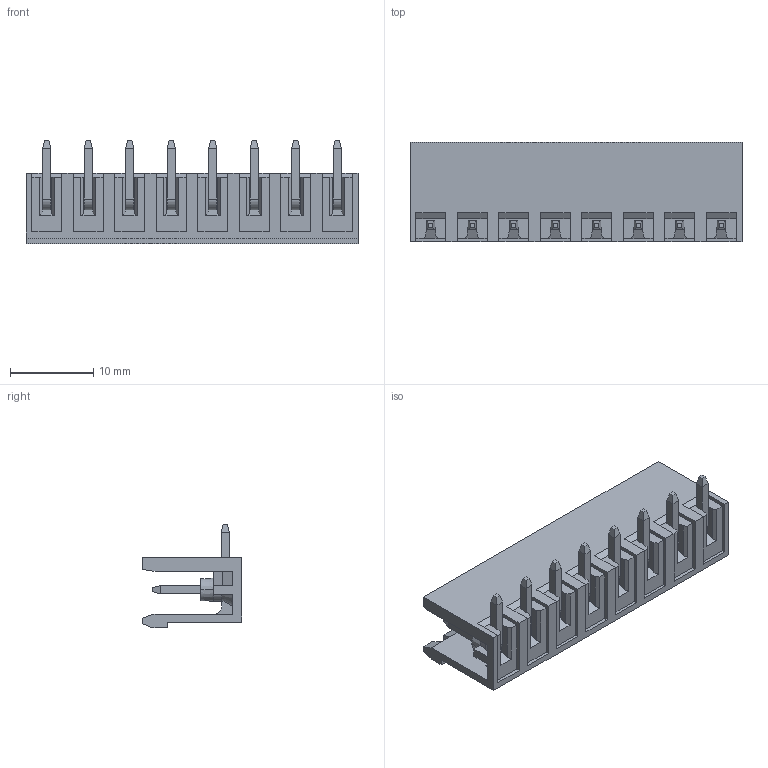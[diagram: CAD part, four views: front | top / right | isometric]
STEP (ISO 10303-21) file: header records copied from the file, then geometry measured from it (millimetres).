
FILE_DESCRIPTION(('FreeCAD Model'),'2;1');
FILE_NAME('Open CASCADE Shape Model','2024-11-10T20:40:25',(''),(''), 'Open CASCADE STEP processor 7.6','FreeCAD','Unknown');
FILE_SCHEMA(('AUTOMOTIVE_DESIGN { 1 0 10303 214 1 1 1 1 }'));
Length unit declared in the file: millimetre
Products named in the file (1): CUI_DEVICES_TBP04R1-500-08BE
Bounding box: 40 x 12 x 12.5 mm (x, y, z)
Volume: 1571.7 mm3; surface area: 3267.7 mm2
Topology: 1 solids, 1 shells, 579 faces, 1563 edges, 994 vertices
Faces by surface type: plane 499, cone 48, cylinder 32
Entity records: 22011 total; most frequent: CARTESIAN_POINT 3481, ORIENTED_EDGE 3126, DIRECTION 2827, EDGE_CURVE 1563, LINE 1283, VECTOR 1283, VERTEX_POINT 994, AXIS2_PLACEMENT_3D 772
